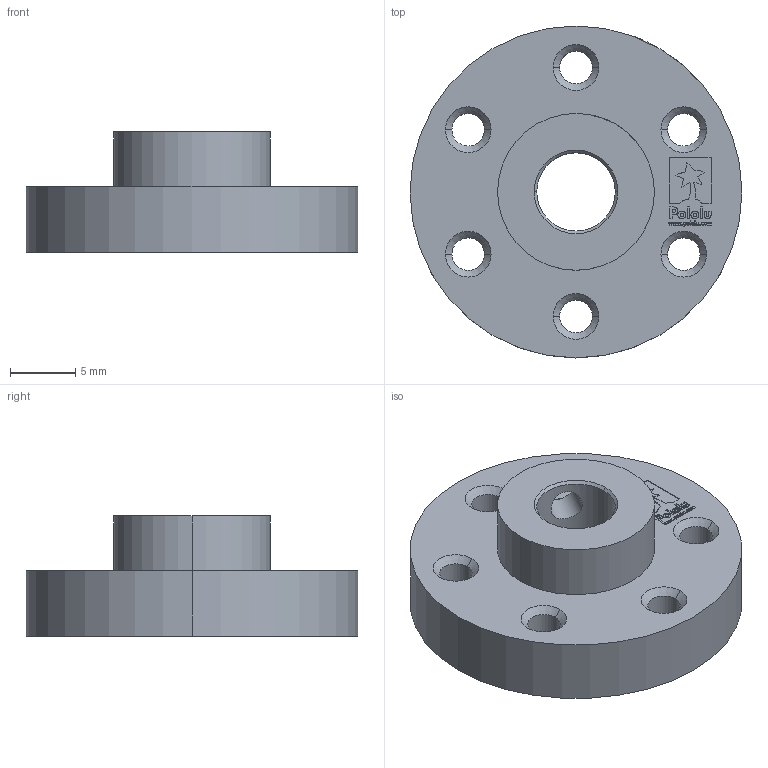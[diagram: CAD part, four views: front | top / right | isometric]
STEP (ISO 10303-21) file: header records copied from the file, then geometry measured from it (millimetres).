
FILE_DESCRIPTION (( 'STEP AP203' ), '1' );
FILE_NAME ('pololu-universal-aluminum-mounting-hub-for-6mm-shaft-m3-holes_Default_sldprt.STEP', '2017-11-16T18:06:47', ( '' ), ( '' ), 'SwSTEP 2.0', 'SolidWorks 2013', '' );
FILE_SCHEMA (( 'CONFIG_CONTROL_DESIGN' ));
Length unit declared in the file: millimetre
Products named in the file (1): pololu-universal-aluminum-mounting-hub-for-6mm-shaft-m3-holes_Default_sldprt
Bounding box: 25.4 x 25.4 x 9.2 mm (x, y, z)
Volume: 2522.2 mm3; surface area: 1916.4 mm2
Topology: 1 solids, 1 shells, 305 faces, 798 edges, 524 vertices
Faces by surface type: plane 152, bspline 102, cone 29, cylinder 22
Entity records: 16139 total; most frequent: CARTESIAN_POINT 9182, ORIENTED_EDGE 1596, DIRECTION 1060, EDGE_CURVE 798, VERTEX_POINT 524, LINE 512, VECTOR 512, EDGE_LOOP 352
